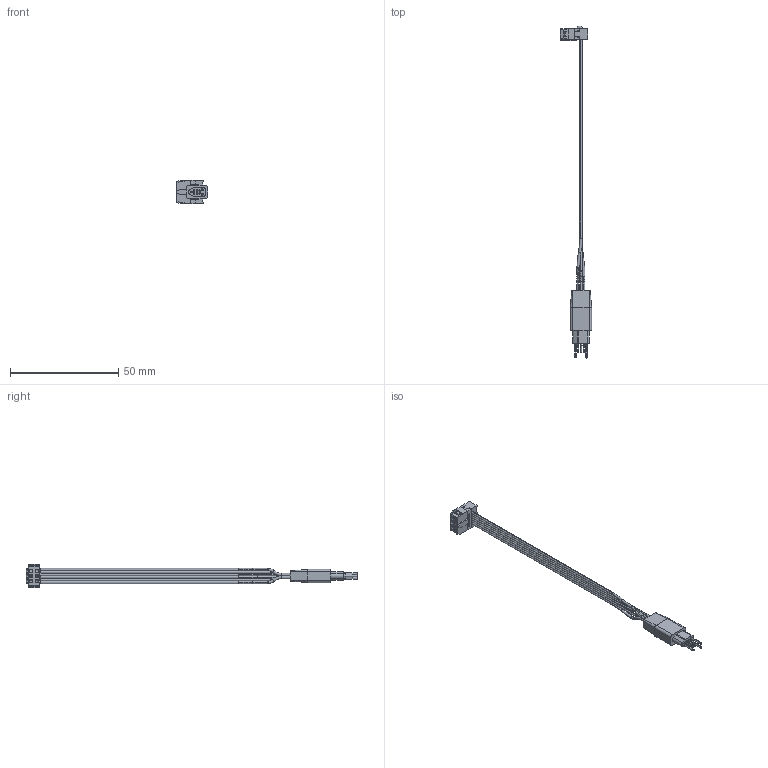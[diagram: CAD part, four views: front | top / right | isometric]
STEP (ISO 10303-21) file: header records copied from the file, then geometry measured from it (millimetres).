
FILE_DESCRIPTION (( 'STEP AP214' ), '1' );
FILE_NAME ('TC2030-IDC-NL.STEP', '2020-09-01T05:43:42', ( '' ), ( '' ), 'SwSTEP 2.0', 'SolidWorks 2017', '' );
FILE_SCHEMA (( 'AUTOMOTIVE_DESIGN' ));
Length unit declared in the file: inch
Products named in the file (1): TC2030-IDC-NL
Bounding box: 14.48 x 153.61 x 10.67 mm (x, y, z)
Volume: 2564.1 mm3; surface area: 4325.3 mm2
Topology: 23 solids, 23 shells, 436 faces, 1052 edges, 676 vertices
Faces by surface type: plane 287, cylinder 87, torus 58, cone 4
Entity records: 18406 total; most frequent: CARTESIAN_POINT 2309, DIRECTION 2236, ORIENTED_EDGE 2104, EDGE_CURVE 1052, AXIS2_PLACEMENT_3D 795, VERTEX_POINT 676, VECTOR 646, LINE 646
